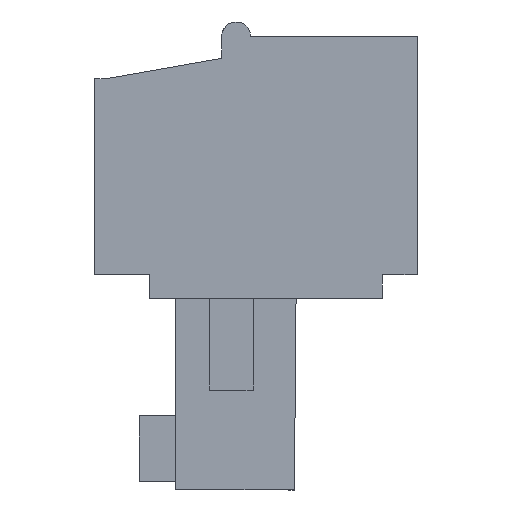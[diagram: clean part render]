
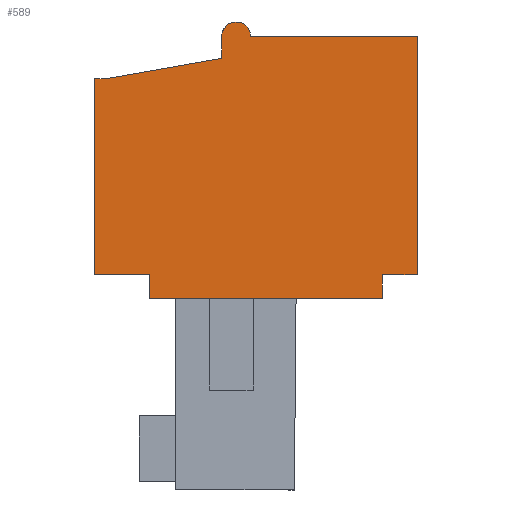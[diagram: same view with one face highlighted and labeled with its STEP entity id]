
A CAD part, left-side view. The second image highlights one B-rep face of the part: STEP entity #589.
In plain terms, the highlighted planar face has unit normal (-1, 0, 0).
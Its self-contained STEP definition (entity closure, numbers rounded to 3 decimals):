
#505=AXIS2_PLACEMENT_3D('Plane Axis2P3D',#502,#503,#504) ;
#523=AXIS2_PLACEMENT_3D('Circle Axis2P3D',#521,#522,$) ;
#40=CARTESIAN_POINT('Vertex',(0.,1.2,7.4)) ;
#45=CARTESIAN_POINT('Line Origine',(0.,1.2,7.)) ;
#49=CARTESIAN_POINT('Vertex',(0.,1.2,6.6)) ;
#425=CARTESIAN_POINT('Vertex',(0.,0.,7.4)) ;
#428=CARTESIAN_POINT('Line Origine',(0.,0.6,7.4)) ;
#502=CARTESIAN_POINT('Axis2P3D Location',(0.,0.,0.)) ;
#507=CARTESIAN_POINT('Line Origine',(0.,0.,11.5)) ;
#511=CARTESIAN_POINT('Vertex',(0.,0.,15.6)) ;
#514=CARTESIAN_POINT('Line Origine',(0.,2.865,15.6)) ;
#518=CARTESIAN_POINT('Vertex',(0.,5.73,15.6)) ;
#521=CARTESIAN_POINT('Axis2P3D Location',(0.,6.23,15.6)) ;
#525=CARTESIAN_POINT('Vertex',(0.,6.73,15.6)) ;
#528=CARTESIAN_POINT('Line Origine',(0.,6.73,15.225)) ;
#532=CARTESIAN_POINT('Vertex',(0.,6.73,14.85)) ;
#535=CARTESIAN_POINT('Line Origine',(0.,8.715,14.5)) ;
#539=CARTESIAN_POINT('Vertex',(0.,10.7,14.15)) ;
#542=CARTESIAN_POINT('Line Origine',(0.,10.9,14.15)) ;
#546=CARTESIAN_POINT('Vertex',(0.,11.1,14.15)) ;
#549=CARTESIAN_POINT('Line Origine',(0.,11.1,10.775)) ;
#553=CARTESIAN_POINT('Vertex',(0.,11.1,7.4)) ;
#556=CARTESIAN_POINT('Line Origine',(0.,10.15,7.4)) ;
#560=CARTESIAN_POINT('Vertex',(0.,9.2,7.4)) ;
#563=CARTESIAN_POINT('Line Origine',(0.,9.2,7.)) ;
#567=CARTESIAN_POINT('Vertex',(0.,9.2,6.6)) ;
#570=CARTESIAN_POINT('Line Origine',(0.,5.2,6.6)) ;
#46=DIRECTION('Vector Direction',(0.,0.,-1.)) ;
#429=DIRECTION('Vector Direction',(0.,1.,0.)) ;
#503=DIRECTION('Axis2P3D Direction',(-1.,0.,0.)) ;
#504=DIRECTION('Axis2P3D XDirection',(0.,0.,1.)) ;
#508=DIRECTION('Vector Direction',(0.,0.,-1.)) ;
#515=DIRECTION('Vector Direction',(0.,-1.,0.)) ;
#522=DIRECTION('Axis2P3D Direction',(-1.,0.,0.)) ;
#529=DIRECTION('Vector Direction',(0.,0.,1.)) ;
#536=DIRECTION('Vector Direction',(0.,-0.985,0.174)) ;
#543=DIRECTION('Vector Direction',(0.,-1.,0.)) ;
#550=DIRECTION('Vector Direction',(0.,0.,1.)) ;
#557=DIRECTION('Vector Direction',(0.,1.,0.)) ;
#564=DIRECTION('Vector Direction',(0.,0.,1.)) ;
#571=DIRECTION('Vector Direction',(0.,1.,0.)) ;
#47=VECTOR('Line Direction',#46,1.) ;
#430=VECTOR('Line Direction',#429,1.) ;
#509=VECTOR('Line Direction',#508,1.) ;
#516=VECTOR('Line Direction',#515,1.) ;
#530=VECTOR('Line Direction',#529,1.) ;
#537=VECTOR('Line Direction',#536,1.) ;
#544=VECTOR('Line Direction',#543,1.) ;
#551=VECTOR('Line Direction',#550,1.) ;
#558=VECTOR('Line Direction',#557,1.) ;
#565=VECTOR('Line Direction',#564,1.) ;
#572=VECTOR('Line Direction',#571,1.) ;
#576=ORIENTED_EDGE('',*,*,#513,.T.) ;
#577=ORIENTED_EDGE('',*,*,#520,.T.) ;
#578=ORIENTED_EDGE('',*,*,#527,.T.) ;
#579=ORIENTED_EDGE('',*,*,#534,.T.) ;
#580=ORIENTED_EDGE('',*,*,#541,.T.) ;
#581=ORIENTED_EDGE('',*,*,#548,.T.) ;
#582=ORIENTED_EDGE('',*,*,#555,.T.) ;
#583=ORIENTED_EDGE('',*,*,#562,.T.) ;
#584=ORIENTED_EDGE('',*,*,#569,.T.) ;
#585=ORIENTED_EDGE('',*,*,#574,.T.) ;
#586=ORIENTED_EDGE('',*,*,#51,.T.) ;
#587=ORIENTED_EDGE('',*,*,#432,.T.) ;
#589=ADVANCED_FACE('HOUSING',(#588),#506,.T.) ;
#524=CIRCLE('generated circle',#523,0.5) ;
#51=EDGE_CURVE('',#50,#41,#48,.F.) ;
#432=EDGE_CURVE('',#41,#426,#431,.F.) ;
#513=EDGE_CURVE('',#426,#512,#510,.F.) ;
#520=EDGE_CURVE('',#512,#519,#517,.F.) ;
#527=EDGE_CURVE('',#519,#526,#524,.T.) ;
#534=EDGE_CURVE('',#526,#533,#531,.F.) ;
#541=EDGE_CURVE('',#533,#540,#538,.F.) ;
#548=EDGE_CURVE('',#540,#547,#545,.F.) ;
#555=EDGE_CURVE('',#547,#554,#552,.F.) ;
#562=EDGE_CURVE('',#554,#561,#559,.F.) ;
#569=EDGE_CURVE('',#561,#568,#566,.F.) ;
#574=EDGE_CURVE('',#568,#50,#573,.F.) ;
#575=EDGE_LOOP('',(#576,#577,#578,#579,#580,#581,#582,#583,#584,#585,#586,#587)) ;
#588=FACE_OUTER_BOUND('',#575,.T.) ;
#48=LINE('Line',#45,#47) ;
#431=LINE('Line',#428,#430) ;
#510=LINE('Line',#507,#509) ;
#517=LINE('Line',#514,#516) ;
#531=LINE('Line',#528,#530) ;
#538=LINE('Line',#535,#537) ;
#545=LINE('Line',#542,#544) ;
#552=LINE('Line',#549,#551) ;
#559=LINE('Line',#556,#558) ;
#566=LINE('Line',#563,#565) ;
#573=LINE('Line',#570,#572) ;
#506=PLANE('',#505) ;
#41=VERTEX_POINT('',#40) ;
#50=VERTEX_POINT('',#49) ;
#426=VERTEX_POINT('',#425) ;
#512=VERTEX_POINT('',#511) ;
#519=VERTEX_POINT('',#518) ;
#526=VERTEX_POINT('',#525) ;
#533=VERTEX_POINT('',#532) ;
#540=VERTEX_POINT('',#539) ;
#547=VERTEX_POINT('',#546) ;
#554=VERTEX_POINT('',#553) ;
#561=VERTEX_POINT('',#560) ;
#568=VERTEX_POINT('',#567) ;
